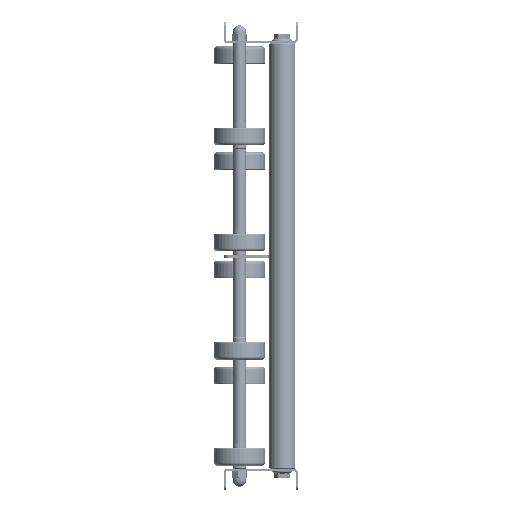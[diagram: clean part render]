
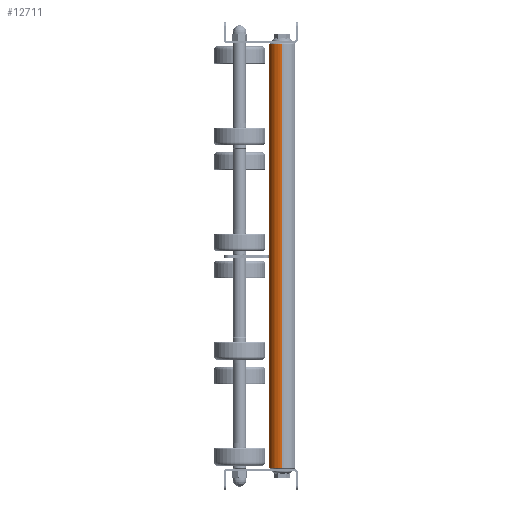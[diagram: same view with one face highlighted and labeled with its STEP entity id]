
A CAD part, left-side view. The second image highlights one B-rep face of the part: STEP entity #12711.
In plain terms, the highlighted cylindrical face has radius 12.5 mm (diameter 25 mm), a partial arc.
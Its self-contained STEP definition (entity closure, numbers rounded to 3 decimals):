
#80 = AXIS2_PLACEMENT_3D ( 'NONE', #28184, #27876, #7004 ) ;
#1590 = VERTEX_POINT ( 'NONE', #21108 ) ;
#3832 = ORIENTED_EDGE ( 'NONE', *, *, #19479, .T. ) ;
#4240 = CIRCLE ( 'NONE', #17096, 12.5 ) ;
#5549 = ORIENTED_EDGE ( 'NONE', *, *, #13431, .T. ) ;
#6756 = FACE_OUTER_BOUND ( 'NONE', #29014, .T. ) ;
#7004 = DIRECTION ( 'NONE',  ( 0., 0., -1. ) ) ;
#7024 = CIRCLE ( 'NONE', #80, 12.5 ) ;
#8246 = CARTESIAN_POINT ( 'NONE',  ( 399., 0., 12.5 ) ) ;
#9068 = DIRECTION ( 'NONE',  ( -1., 0., 0. ) ) ;
#11149 = VECTOR ( 'NONE', #13615, 1000. ) ;
#11394 = DIRECTION ( 'NONE',  ( -1., 0., 0. ) ) ;
#11416 = CARTESIAN_POINT ( 'NONE',  ( 1., 0., -12.5 ) ) ;
#12652 = EDGE_CURVE ( 'NONE', #12764, #23913, #27787, .T. ) ;
#12711 = ADVANCED_FACE ( 'NONE', ( #6756 ), #18194, .T. ) ;
#12764 = VERTEX_POINT ( 'NONE', #8246 ) ;
#13295 = DIRECTION ( 'NONE',  ( 1., 0., 0. ) ) ;
#13431 = EDGE_CURVE ( 'NONE', #1590, #18418, #27213, .T. ) ;
#13468 = CARTESIAN_POINT ( 'NONE',  ( 400., 0., -12.5 ) ) ;
#13615 = DIRECTION ( 'NONE',  ( -1., 0., 0. ) ) ;
#14528 = AXIS2_PLACEMENT_3D ( 'NONE', #16025, #11394, #25454 ) ;
#15907 = DIRECTION ( 'NONE',  ( 0., 0., -1. ) ) ;
#16025 = CARTESIAN_POINT ( 'NONE',  ( 400., 0., 0. ) ) ;
#17096 = AXIS2_PLACEMENT_3D ( 'NONE', #27194, #13295, #15907 ) ;
#17879 = CARTESIAN_POINT ( 'NONE',  ( 1., 0., 12.5 ) ) ;
#18194 = CYLINDRICAL_SURFACE ( 'NONE', #14528, 12.5 ) ;
#18418 = VERTEX_POINT ( 'NONE', #11416 ) ;
#19479 = EDGE_CURVE ( 'NONE', #18418, #23913, #4240, .T. ) ;
#21108 = CARTESIAN_POINT ( 'NONE',  ( 399., 0., -12.5 ) ) ;
#21458 = VECTOR ( 'NONE', #9068, 1000. ) ;
#23565 = ORIENTED_EDGE ( 'NONE', *, *, #12652, .F. ) ;
#23913 = VERTEX_POINT ( 'NONE', #17879 ) ;
#25454 = DIRECTION ( 'NONE',  ( 0., 0., 1. ) ) ;
#25463 = ORIENTED_EDGE ( 'NONE', *, *, #28564, .T. ) ;
#27194 = CARTESIAN_POINT ( 'NONE',  ( 1., 0., 0. ) ) ;
#27213 = LINE ( 'NONE', #13468, #11149 ) ;
#27787 = LINE ( 'NONE', #28249, #21458 ) ;
#27876 = DIRECTION ( 'NONE',  ( -1., 0., 0. ) ) ;
#28184 = CARTESIAN_POINT ( 'NONE',  ( 399., 0., 0. ) ) ;
#28249 = CARTESIAN_POINT ( 'NONE',  ( 400., 0., 12.5 ) ) ;
#28564 = EDGE_CURVE ( 'NONE', #12764, #1590, #7024, .T. ) ;
#29014 = EDGE_LOOP ( 'NONE', ( #25463, #5549, #3832, #23565 ) ) ;
